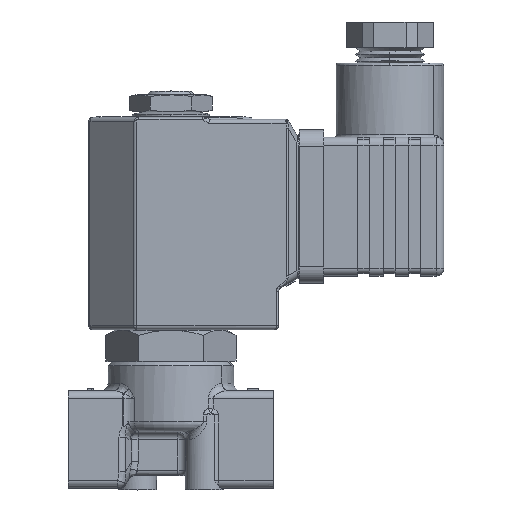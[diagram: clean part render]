
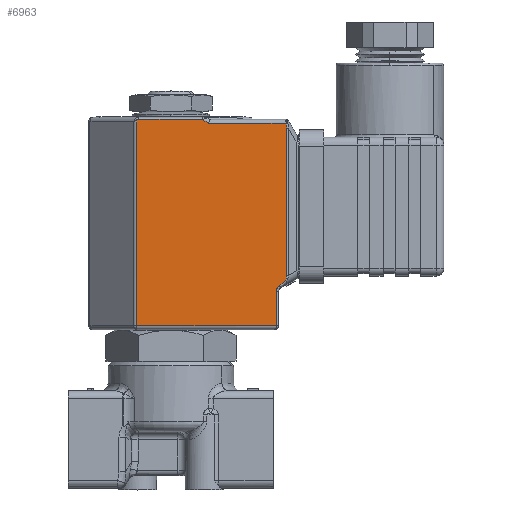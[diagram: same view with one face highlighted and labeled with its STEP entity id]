
A CAD part, top view. The second image highlights one B-rep face of the part: STEP entity #6963.
In plain terms, the highlighted planar face has unit normal (0, 0, 1).
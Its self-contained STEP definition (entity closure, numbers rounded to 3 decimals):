
#530=PLANE('',#14326);
#1542=FACE_OUTER_BOUND('',#2373,.F.);
#2373=EDGE_LOOP('',(#5813,#5814,#5815,#5816,#5817,#5818,#5819,#5820,#5821,
#5822,#5823));
#5813=ORIENTED_EDGE('',*,*,#11373,.F.);
#5814=ORIENTED_EDGE('',*,*,#11374,.F.);
#5815=ORIENTED_EDGE('',*,*,#11375,.F.);
#5816=ORIENTED_EDGE('',*,*,#11376,.F.);
#5817=ORIENTED_EDGE('',*,*,#11377,.F.);
#5818=ORIENTED_EDGE('',*,*,#11378,.F.);
#5819=ORIENTED_EDGE('',*,*,#11379,.F.);
#5820=ORIENTED_EDGE('',*,*,#11380,.F.);
#5821=ORIENTED_EDGE('',*,*,#11381,.F.);
#5822=ORIENTED_EDGE('',*,*,#11382,.F.);
#5823=ORIENTED_EDGE('',*,*,#11383,.F.);
#6963=ADVANCED_FACE('',(#1542),#530,.T.);
#7424=B_SPLINE_CURVE_WITH_KNOTS('',3,(#29472,#29473,#29474,#29475,#29476,
#29477),.UNSPECIFIED.,.F.,.F.,(4,1,1,4),(0.,0.38,0.602,
1.),.UNSPECIFIED.);
#7425=B_SPLINE_CURVE_WITH_KNOTS('',3,(#29479,#29480,#29481,#29482,#29483,
#29484,#29485,#29486,#29487,#29488,#29489),.UNSPECIFIED.,.F.,.F.,(4,1,1,
1,1,1,1,1,4),(0.,0.147,0.253,0.378,0.504,
0.629,0.754,0.857,1.),.UNSPECIFIED.);
#7426=B_SPLINE_CURVE_WITH_KNOTS('',3,(#29490,#29491,#29492,#29493,#29494,
#29495,#29496),.UNSPECIFIED.,.F.,.F.,(4,1,1,1,4),(0.,0.292,0.5,
0.708,1.),.UNSPECIFIED.);
#7427=B_SPLINE_CURVE_WITH_KNOTS('',3,(#29500,#29501,#29502,#29503,#29504,
#29505),.UNSPECIFIED.,.F.,.F.,(4,1,1,4),(0.,0.4,0.623,
1.),.UNSPECIFIED.);
#8708=LINE('',#29470,#9746);
#8709=LINE('',#29471,#9747);
#8710=LINE('',#29478,#9748);
#8711=LINE('',#29497,#9749);
#8712=LINE('',#29498,#9750);
#8713=LINE('',#29499,#9751);
#8714=LINE('',#29506,#9752);
#9746=VECTOR('',#16625,1.386);
#9747=VECTOR('',#16626,15.142);
#9748=VECTOR('',#16627,28.686);
#9749=VECTOR('',#16628,6.718);
#9750=VECTOR('',#16629,27.269);
#9751=VECTOR('',#16630,40.083);
#9752=VECTOR('',#16631,12.469);
#11373=EDGE_CURVE('',#12925,#12924,#8708,.T.);
#11374=EDGE_CURVE('',#12923,#12925,#8709,.T.);
#11375=EDGE_CURVE('',#12922,#12923,#7424,.T.);
#11376=EDGE_CURVE('',#12921,#12922,#8710,.T.);
#11377=EDGE_CURVE('',#12920,#12921,#7425,.T.);
#11378=EDGE_CURVE('',#12919,#12920,#7426,.T.);
#11379=EDGE_CURVE('',#12918,#12919,#8711,.T.);
#11380=EDGE_CURVE('',#12917,#12918,#8712,.T.);
#11381=EDGE_CURVE('',#12916,#12917,#8713,.T.);
#11382=EDGE_CURVE('',#12915,#12916,#7427,.T.);
#11383=EDGE_CURVE('',#12924,#12915,#8714,.T.);
#12915=VERTEX_POINT('',#28940);
#12916=VERTEX_POINT('',#28941);
#12917=VERTEX_POINT('',#28942);
#12918=VERTEX_POINT('',#28943);
#12919=VERTEX_POINT('',#28944);
#12920=VERTEX_POINT('',#28945);
#12921=VERTEX_POINT('',#28946);
#12922=VERTEX_POINT('',#28947);
#12923=VERTEX_POINT('',#28948);
#12924=VERTEX_POINT('',#28949);
#12925=VERTEX_POINT('',#28950);
#14326=AXIS2_PLACEMENT_3D('',#33267,#17619,#17620);
#16625=DIRECTION('',(-0.816,0.577,0.));
#16626=DIRECTION('',(-1.,0.,0.));
#16627=DIRECTION('',(0.,1.,0.));
#16628=DIRECTION('',(0.,1.,0.));
#16629=DIRECTION('',(1.,0.,0.));
#16630=DIRECTION('',(0.,-1.,0.));
#16631=DIRECTION('',(-1.,0.,0.));
#17619=DIRECTION('',(0.,0.,1.));
#17620=DIRECTION('',(-1.,0.,0.));
#28940=CARTESIAN_POINT('',(-6.269,62.4,16.));
#28941=CARTESIAN_POINT('',(-6.669,62.283,16.));
#28942=CARTESIAN_POINT('',(-6.669,22.2,16.));
#28943=CARTESIAN_POINT('',(20.6,22.2,16.));
#28944=CARTESIAN_POINT('',(20.6,28.918,16.));
#28945=CARTESIAN_POINT('',(21.185,29.949,16.));
#28946=CARTESIAN_POINT('',(22.602,31.961,16.));
#28947=CARTESIAN_POINT('',(22.602,60.647,16.));
#28948=CARTESIAN_POINT('',(22.473,61.6,16.));
#28949=CARTESIAN_POINT('',(6.2,62.4,16.));
#28950=CARTESIAN_POINT('',(7.331,61.6,16.));
#29470=CARTESIAN_POINT('',(7.331,61.6,16.));
#29471=CARTESIAN_POINT('',(22.473,61.6,16.));
#29472=CARTESIAN_POINT('',(22.602,60.647,16.));
#29473=CARTESIAN_POINT('',(22.602,60.769,16.));
#29474=CARTESIAN_POINT('',(22.59,60.962,16.));
#29475=CARTESIAN_POINT('',(22.545,61.281,16.));
#29476=CARTESIAN_POINT('',(22.504,61.476,16.));
#29477=CARTESIAN_POINT('',(22.473,61.6,16.));
#29478=CARTESIAN_POINT('',(22.602,31.961,16.));
#29479=CARTESIAN_POINT('',(21.185,29.949,16.));
#29480=CARTESIAN_POINT('',(21.293,30.013,16.));
#29481=CARTESIAN_POINT('',(21.472,30.134,16.));
#29482=CARTESIAN_POINT('',(21.724,30.337,16.));
#29483=CARTESIAN_POINT('',(21.945,30.547,16.));
#29484=CARTESIAN_POINT('',(22.156,30.791,16.));
#29485=CARTESIAN_POINT('',(22.336,31.057,16.));
#29486=CARTESIAN_POINT('',(22.47,31.327,16.));
#29487=CARTESIAN_POINT('',(22.571,31.629,16.));
#29488=CARTESIAN_POINT('',(22.602,31.838,16.));
#29489=CARTESIAN_POINT('',(22.602,31.961,16.));
#29490=CARTESIAN_POINT('',(20.6,28.918,16.));
#29491=CARTESIAN_POINT('',(20.6,29.038,16.));
#29492=CARTESIAN_POINT('',(20.632,29.244,16.));
#29493=CARTESIAN_POINT('',(20.748,29.515,16.));
#29494=CARTESIAN_POINT('',(20.921,29.754,16.));
#29495=CARTESIAN_POINT('',(21.082,29.887,16.));
#29496=CARTESIAN_POINT('',(21.185,29.949,16.));
#29497=CARTESIAN_POINT('',(20.6,22.2,16.));
#29498=CARTESIAN_POINT('',(-6.669,22.2,16.));
#29499=CARTESIAN_POINT('',(-6.669,62.283,16.));
#29500=CARTESIAN_POINT('',(-6.269,62.4,16.));
#29501=CARTESIAN_POINT('',(-6.325,62.4,16.));
#29502=CARTESIAN_POINT('',(-6.413,62.391,16.));
#29503=CARTESIAN_POINT('',(-6.549,62.352,16.));
#29504=CARTESIAN_POINT('',(-6.625,62.314,16.));
#29505=CARTESIAN_POINT('',(-6.669,62.283,16.));
#29506=CARTESIAN_POINT('',(6.2,62.4,16.));
#33267=CARTESIAN_POINT('',(24.612,64.41,16.));
